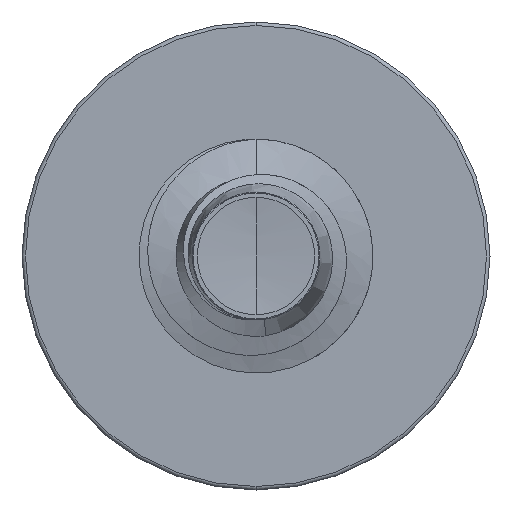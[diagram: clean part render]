
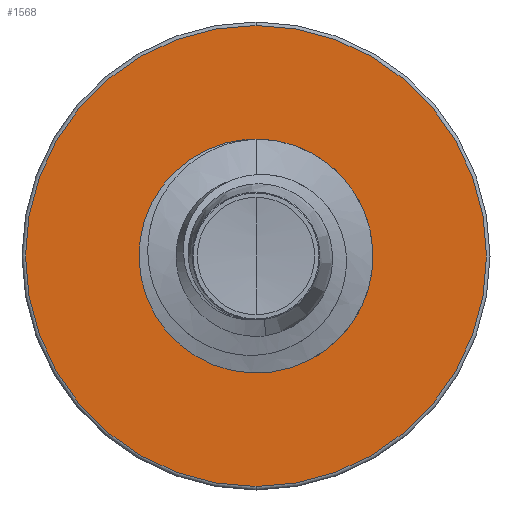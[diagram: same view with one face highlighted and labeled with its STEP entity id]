
A CAD part, front view. The second image highlights one B-rep face of the part: STEP entity #1568.
In plain terms, the highlighted planar face has unit normal (0, -1, 0).
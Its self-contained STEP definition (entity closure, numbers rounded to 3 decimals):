
#1568 = ADVANCED_FACE ( 'NONE', ( #9988, #7017 ), #9708, .F. ) ;
#2088 = EDGE_CURVE ( 'NONE', #9895, #8042, #10487, .T. ) ;
#2172 = DIRECTION ( 'NONE',  ( 0., 1., 0. ) ) ;
#2969 = ORIENTED_EDGE ( 'NONE', *, *, #4835, .F. ) ;
#3454 = DIRECTION ( 'NONE',  ( 0., 0., 1. ) ) ;
#4080 = ORIENTED_EDGE ( 'NONE', *, *, #2088, .T. ) ;
#4594 = VERTEX_POINT ( 'NONE', #7572 ) ;
#4812 = DIRECTION ( 'NONE',  ( 0., 0., 1. ) ) ;
#4825 = DIRECTION ( 'NONE',  ( 0., 1., 0. ) ) ;
#4835 = EDGE_CURVE ( 'NONE', #9953, #4594, #7275, .T. ) ;
#4837 = CARTESIAN_POINT ( 'NONE',  ( 0., 4., 0. ) ) ;
#4852 = EDGE_CURVE ( 'NONE', #8042, #9895, #8920, .T. ) ;
#4863 = DIRECTION ( 'NONE',  ( 0., 0., 1. ) ) ;
#4867 = DIRECTION ( 'NONE',  ( 0., 1., 0. ) ) ;
#4880 = CARTESIAN_POINT ( 'NONE',  ( 0., 4., 0. ) ) ;
#6645 = CARTESIAN_POINT ( 'NONE',  ( 0., 4., -3.94 ) ) ;
#6738 = AXIS2_PLACEMENT_3D ( 'NONE', #4880, #4867, #4863 ) ;
#6806 = CARTESIAN_POINT ( 'NONE',  ( 0., 4., 1.989 ) ) ;
#7017 = FACE_BOUND ( 'NONE', #7655, .T. ) ;
#7275 = CIRCLE ( 'NONE', #6738, 3.94 ) ;
#7287 = AXIS2_PLACEMENT_3D ( 'NONE', #4837, #4825, #4812 ) ;
#7572 = CARTESIAN_POINT ( 'NONE',  ( 0., 4., 3.94 ) ) ;
#7655 = EDGE_LOOP ( 'NONE', ( #4080, #8760 ) ) ;
#8022 = AXIS2_PLACEMENT_3D ( 'NONE', #9166, #10575, #10486 ) ;
#8042 = VERTEX_POINT ( 'NONE', #10511 ) ;
#8432 = AXIS2_PLACEMENT_3D ( 'NONE', #8741, #8740, #8728 ) ;
#8728 = DIRECTION ( 'NONE',  ( 0., 0., 1. ) ) ;
#8729 = EDGE_CURVE ( 'NONE', #4594, #9953, #10554, .T. ) ;
#8740 = DIRECTION ( 'NONE',  ( 0., 1., 0. ) ) ;
#8741 = CARTESIAN_POINT ( 'NONE',  ( 0., 4., 0. ) ) ;
#8760 = ORIENTED_EDGE ( 'NONE', *, *, #4852, .T. ) ;
#8889 = ORIENTED_EDGE ( 'NONE', *, *, #8729, .F. ) ;
#8920 = CIRCLE ( 'NONE', #7287, 1.989 ) ;
#9166 = CARTESIAN_POINT ( 'NONE',  ( 0., 4., 0. ) ) ;
#9545 = AXIS2_PLACEMENT_3D ( 'NONE', #9724, #2172, #3454 ) ;
#9708 = PLANE ( 'NONE',  #9545 ) ;
#9724 = CARTESIAN_POINT ( 'NONE',  ( 0., 4., -1.989 ) ) ;
#9895 = VERTEX_POINT ( 'NONE', #6806 ) ;
#9953 = VERTEX_POINT ( 'NONE', #6645 ) ;
#9988 = FACE_OUTER_BOUND ( 'NONE', #10217, .T. ) ;
#10217 = EDGE_LOOP ( 'NONE', ( #8889, #2969 ) ) ;
#10486 = DIRECTION ( 'NONE',  ( 0., 0., 1. ) ) ;
#10487 = CIRCLE ( 'NONE', #8022, 1.989 ) ;
#10511 = CARTESIAN_POINT ( 'NONE',  ( 0., 4., -1.989 ) ) ;
#10554 = CIRCLE ( 'NONE', #8432, 3.94 ) ;
#10575 = DIRECTION ( 'NONE',  ( 0., 1., 0. ) ) ;
